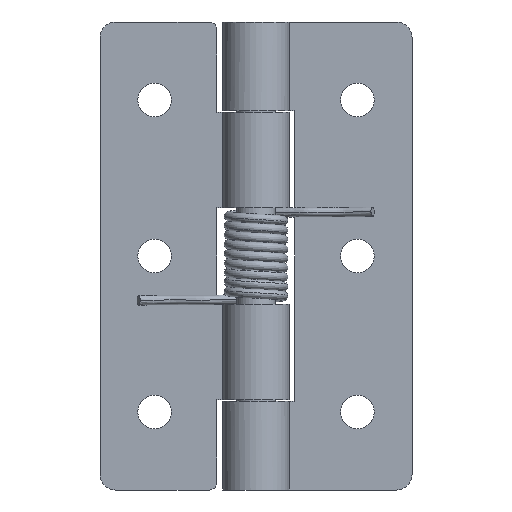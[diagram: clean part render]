
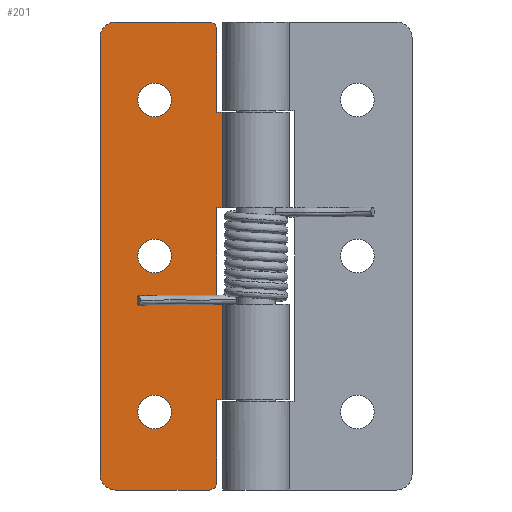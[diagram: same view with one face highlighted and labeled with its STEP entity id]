
A CAD part, front view. The second image highlights one B-rep face of the part: STEP entity #201.
In plain terms, the highlighted planar face has unit normal (0, -1, 0).
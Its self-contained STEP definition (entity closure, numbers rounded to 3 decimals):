
#201=ADVANCED_FACE('',(#428,#429,#430,#431),#427,.T.);
#427=PLANE('',#1247);
#428=FACE_OUTER_BOUND('',#1248,.T.);
#429=FACE_BOUND('',#1249,.T.);
#430=FACE_BOUND('',#1250,.T.);
#431=FACE_BOUND('',#1251,.T.);
#1244=CARTESIAN_POINT('',(-22.,2.75,66.));
#1245=DIRECTION('',(0.,-1.,0.));
#1246=DIRECTION('',(0.,0.,-1.));
#1247=AXIS2_PLACEMENT_3D('',#1244,#1245,#1246);
#1248=EDGE_LOOP('',(#5828,#5829,#5830,#5831,#5832,#5833,#5834,#5835,#5836,#5837,#5838,#5839,#5840,#5841,#5842,#5843));
#1249=EDGE_LOOP('',(#5844,#5845));
#1250=EDGE_LOOP('',(#5846,#5847));
#1251=EDGE_LOOP('',(#5848,#5849));
#5828=ORIENTED_EDGE('',*,*,#6254,.F.);
#5829=ORIENTED_EDGE('',*,*,#6261,.T.);
#5830=ORIENTED_EDGE('',*,*,#6264,.T.);
#5831=ORIENTED_EDGE('',*,*,#6265,.T.);
#5832=ORIENTED_EDGE('',*,*,#6266,.F.);
#5833=ORIENTED_EDGE('',*,*,#6267,.T.);
#5834=ORIENTED_EDGE('',*,*,#6268,.T.);
#5835=ORIENTED_EDGE('',*,*,#6269,.T.);
#5836=ORIENTED_EDGE('',*,*,#6270,.F.);
#5837=ORIENTED_EDGE('',*,*,#6220,.F.);
#5838=ORIENTED_EDGE('',*,*,#6226,.F.);
#5839=ORIENTED_EDGE('',*,*,#6262,.T.);
#5840=ORIENTED_EDGE('',*,*,#6250,.T.);
#5841=ORIENTED_EDGE('',*,*,#6256,.T.);
#5842=ORIENTED_EDGE('',*,*,#6263,.T.);
#5843=ORIENTED_EDGE('',*,*,#6258,.T.);
#5844=ORIENTED_EDGE('',*,*,#6271,.F.);
#5845=ORIENTED_EDGE('',*,*,#6272,.F.);
#5846=ORIENTED_EDGE('',*,*,#6273,.F.);
#5847=ORIENTED_EDGE('',*,*,#6274,.F.);
#5848=ORIENTED_EDGE('',*,*,#6275,.F.);
#5849=ORIENTED_EDGE('',*,*,#6276,.F.);
#6220=EDGE_CURVE('',#6490,#6497,#6498,.T.);
#6226=EDGE_CURVE('',#6531,#6490,#6538,.T.);
#6250=EDGE_CURVE('',#6703,#6704,#6705,.T.);
#6254=EDGE_CURVE('',#6723,#6730,#6731,.T.);
#6256=EDGE_CURVE('',#6704,#6743,#6744,.T.);
#6258=EDGE_CURVE('',#6756,#6730,#6757,.T.);
#6261=EDGE_CURVE('',#6723,#6769,#6776,.T.);
#6262=EDGE_CURVE('',#6531,#6703,#6782,.T.);
#6263=EDGE_CURVE('',#6743,#6756,#6788,.T.);
#6264=EDGE_CURVE('',#6769,#6794,#6795,.T.);
#6265=EDGE_CURVE('',#6794,#6801,#6802,.T.);
#6266=EDGE_CURVE('',#6808,#6801,#6809,.T.);
#6267=EDGE_CURVE('',#6808,#6815,#6816,.T.);
#6268=EDGE_CURVE('',#6815,#6822,#6823,.T.);
#6269=EDGE_CURVE('',#6822,#6829,#6830,.T.);
#6270=EDGE_CURVE('',#6497,#6829,#6836,.T.);
#6271=EDGE_CURVE('',#6842,#6843,#6844,.T.);
#6272=EDGE_CURVE('',#6843,#6842,#6850,.T.);
#6273=EDGE_CURVE('',#6856,#6857,#6858,.T.);
#6274=EDGE_CURVE('',#6857,#6856,#6864,.T.);
#6275=EDGE_CURVE('',#6870,#6871,#6872,.T.);
#6276=EDGE_CURVE('',#6871,#6870,#6878,.T.);
#6490=VERTEX_POINT('',#8001);
#6497=VERTEX_POINT('',#8005);
#6498=LINE('',#8006,#8007);
#6531=VERTEX_POINT('',#8026);
#6538=LINE('',#8030,#8031);
#6703=VERTEX_POINT('',#8135);
#6704=VERTEX_POINT('',#8136);
#6705=LINE('',#8137,#8138);
#6723=VERTEX_POINT('',#8146);
#6730=VERTEX_POINT('',#8150);
#6731=LINE('',#8151,#8152);
#6743=VERTEX_POINT('',#8157);
#6744=CIRCLE('',#8161,2.);
#6756=VERTEX_POINT('',#8165);
#6757=CIRCLE('',#8169,2.);
#6769=VERTEX_POINT('',#8173);
#6776=CIRCLE('',#8180,1.);
#6782=CIRCLE('',#8184,1.);
#6788=LINE('',#8185,#8186);
#6794=VERTEX_POINT('',#8188);
#6795=LINE('',#8189,#8190);
#6801=VERTEX_POINT('',#8192);
#6802=LINE('',#8193,#8194);
#6808=VERTEX_POINT('',#8196);
#6809=LINE('',#8197,#8198);
#6815=VERTEX_POINT('',#8200);
#6816=LINE('',#8201,#8202);
#6822=VERTEX_POINT('',#8204);
#6823=LINE('',#8205,#8206);
#6829=VERTEX_POINT('',#8208);
#6830=LINE('',#8209,#8210);
#6836=LINE('',#8212,#8213);
#6842=VERTEX_POINT('',#8215);
#6843=VERTEX_POINT('',#8216);
#6844=CIRCLE('',#8220,2.15);
#6850=CIRCLE('',#8224,2.15);
#6856=VERTEX_POINT('',#8225);
#6857=VERTEX_POINT('',#8226);
#6858=CIRCLE('',#8230,2.15);
#6864=CIRCLE('',#8234,2.15);
#6870=VERTEX_POINT('',#8235);
#6871=VERTEX_POINT('',#8236);
#6872=CIRCLE('',#8240,2.15);
#6878=CIRCLE('',#8244,2.15);
#8001=CARTESIAN_POINT('',(-5.,2.75,48.4));
#8005=CARTESIAN_POINT('',(0.,2.75,48.4));
#8006=CARTESIAN_POINT('',(-5.,2.75,48.4));
#8007=VECTOR('',#8008,5.);
#8008=DIRECTION('',(1.,0.,0.));
#8026=CARTESIAN_POINT('',(-5.,2.75,59.));
#8030=CARTESIAN_POINT('',(-5.,2.75,59.));
#8031=VECTOR('',#8032,10.6);
#8032=DIRECTION('',(0.,0.,-1.));
#8135=CARTESIAN_POINT('',(-6.,2.75,60.));
#8136=CARTESIAN_POINT('',(-18.,2.75,60.));
#8137=CARTESIAN_POINT('',(-6.,2.75,60.));
#8138=VECTOR('',#8139,12.);
#8139=DIRECTION('',(-1.,0.,0.));
#8146=CARTESIAN_POINT('',(-6.,2.75,0.));
#8150=CARTESIAN_POINT('',(-18.,2.75,0.));
#8151=CARTESIAN_POINT('',(-6.,2.75,0.));
#8152=VECTOR('',#8153,12.);
#8153=DIRECTION('',(-1.,0.,0.));
#8157=CARTESIAN_POINT('',(-20.,2.75,58.));
#8158=CARTESIAN_POINT('',(-18.,2.75,58.));
#8159=DIRECTION('',(0.,-1.,0.));
#8160=DIRECTION('',(0.,0.,1.));
#8161=AXIS2_PLACEMENT_3D('',#8158,#8159,#8160);
#8165=CARTESIAN_POINT('',(-20.,2.75,2.));
#8166=CARTESIAN_POINT('',(-18.,2.75,2.));
#8167=DIRECTION('',(0.,-1.,0.));
#8168=DIRECTION('',(0.,0.,1.));
#8169=AXIS2_PLACEMENT_3D('',#8166,#8167,#8168);
#8173=CARTESIAN_POINT('',(-5.,2.75,1.));
#8177=CARTESIAN_POINT('',(-6.,2.75,1.));
#8178=DIRECTION('',(0.,-1.,0.));
#8179=DIRECTION('',(0.,0.,1.));
#8180=AXIS2_PLACEMENT_3D('',#8177,#8178,#8179);
#8181=CARTESIAN_POINT('',(-6.,2.75,59.));
#8182=DIRECTION('',(0.,-1.,0.));
#8183=DIRECTION('',(0.,0.,1.));
#8184=AXIS2_PLACEMENT_3D('',#8181,#8182,#8183);
#8185=CARTESIAN_POINT('',(-20.,2.75,58.));
#8186=VECTOR('',#8187,56.);
#8187=DIRECTION('',(0.,0.,-1.));
#8188=CARTESIAN_POINT('',(-5.,2.75,11.6));
#8189=CARTESIAN_POINT('',(-5.,2.75,1.));
#8190=VECTOR('',#8191,10.6);
#8191=DIRECTION('',(0.,0.,1.));
#8192=CARTESIAN_POINT('',(0.,2.75,11.6));
#8193=CARTESIAN_POINT('',(-5.,2.75,11.6));
#8194=VECTOR('',#8195,5.);
#8195=DIRECTION('',(1.,0.,0.));
#8196=CARTESIAN_POINT('',(0.,2.75,23.8));
#8197=CARTESIAN_POINT('',(0.,2.75,23.8));
#8198=VECTOR('',#8199,12.2);
#8199=DIRECTION('',(0.,0.,-1.));
#8200=CARTESIAN_POINT('',(-5.,2.75,23.8));
#8201=CARTESIAN_POINT('',(0.,2.75,23.8));
#8202=VECTOR('',#8203,5.);
#8203=DIRECTION('',(-1.,0.,0.));
#8204=CARTESIAN_POINT('',(-5.,2.75,36.2));
#8205=CARTESIAN_POINT('',(-5.,2.75,23.8));
#8206=VECTOR('',#8207,12.4);
#8207=DIRECTION('',(0.,0.,1.));
#8208=CARTESIAN_POINT('',(0.,2.75,36.2));
#8209=CARTESIAN_POINT('',(-5.,2.75,36.2));
#8210=VECTOR('',#8211,5.);
#8211=DIRECTION('',(1.,0.,0.));
#8212=CARTESIAN_POINT('',(0.,2.75,48.4));
#8213=VECTOR('',#8214,12.2);
#8214=DIRECTION('',(0.,0.,-1.));
#8215=CARTESIAN_POINT('',(-13.,2.75,32.15));
#8216=CARTESIAN_POINT('',(-13.,2.75,27.85));
#8217=CARTESIAN_POINT('',(-13.,2.75,30.));
#8218=DIRECTION('',(0.,-1.,0.));
#8219=DIRECTION('',(0.,0.,-1.));
#8220=AXIS2_PLACEMENT_3D('',#8217,#8218,#8219);
#8221=CARTESIAN_POINT('',(-13.,2.75,30.));
#8222=DIRECTION('',(0.,-1.,0.));
#8223=DIRECTION('',(0.,0.,-1.));
#8224=AXIS2_PLACEMENT_3D('',#8221,#8222,#8223);
#8225=CARTESIAN_POINT('',(-13.,2.75,12.15));
#8226=CARTESIAN_POINT('',(-13.,2.75,7.85));
#8227=CARTESIAN_POINT('',(-13.,2.75,10.));
#8228=DIRECTION('',(0.,-1.,0.));
#8229=DIRECTION('',(0.,0.,-1.));
#8230=AXIS2_PLACEMENT_3D('',#8227,#8228,#8229);
#8231=CARTESIAN_POINT('',(-13.,2.75,10.));
#8232=DIRECTION('',(0.,-1.,0.));
#8233=DIRECTION('',(0.,0.,-1.));
#8234=AXIS2_PLACEMENT_3D('',#8231,#8232,#8233);
#8235=CARTESIAN_POINT('',(-13.,2.75,52.15));
#8236=CARTESIAN_POINT('',(-13.,2.75,47.85));
#8237=CARTESIAN_POINT('',(-13.,2.75,50.));
#8238=DIRECTION('',(0.,-1.,0.));
#8239=DIRECTION('',(0.,0.,-1.));
#8240=AXIS2_PLACEMENT_3D('',#8237,#8238,#8239);
#8241=CARTESIAN_POINT('',(-13.,2.75,50.));
#8242=DIRECTION('',(0.,-1.,0.));
#8243=DIRECTION('',(0.,0.,-1.));
#8244=AXIS2_PLACEMENT_3D('',#8241,#8242,#8243);
